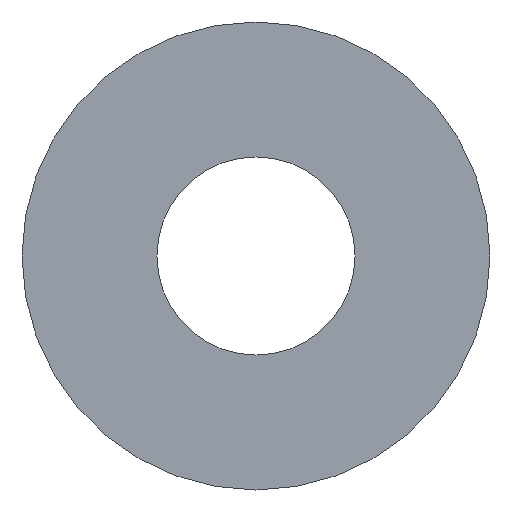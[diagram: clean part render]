
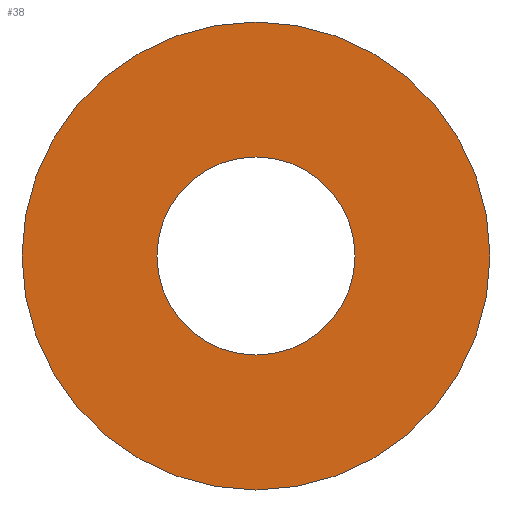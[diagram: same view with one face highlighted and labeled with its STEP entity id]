
A CAD part, left-side view. The second image highlights one B-rep face of the part: STEP entity #38.
In plain terms, the highlighted planar face has unit normal (-1, 0, 0).
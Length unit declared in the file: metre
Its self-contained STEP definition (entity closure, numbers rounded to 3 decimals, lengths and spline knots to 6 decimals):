
#38 = ADVANCED_FACE( '', ( #75, #76 ), #77, .F. );
#75 = FACE_BOUND( '', #106, .T. );
#76 = FACE_OUTER_BOUND( '', #107, .T. );
#77 = PLANE( '', #108 );
#106 = EDGE_LOOP( '', ( #139 ) );
#107 = EDGE_LOOP( '', ( #140 ) );
#108 = AXIS2_PLACEMENT_3D( '', #141, #142, #143 );
#139 = ORIENTED_EDGE( '', *, *, #152, .F. );
#140 = ORIENTED_EDGE( '', *, *, #156, .T. );
#141 = CARTESIAN_POINT( '', ( 0.002858, 0., -0.790875 ) );
#142 = DIRECTION( '', ( 1., 0., 0. ) );
#143 = DIRECTION( '', ( 0., 0., -1. ) );
#152 = EDGE_CURVE( '', #165, #165, #166, .T. );
#156 = EDGE_CURVE( '', #171, #171, #172, .T. );
#165 = VERTEX_POINT( '', #183 );
#166 = CIRCLE( '', #184, 0.015875 );
#171 = VERTEX_POINT( '', #189 );
#172 = CIRCLE( '', #190, 0.0375 );
#183 = CARTESIAN_POINT( '', ( 0.002858, 0., -0.801688 ) );
#184 = AXIS2_PLACEMENT_3D( '', #201, #202, #203 );
#189 = CARTESIAN_POINT( '', ( 0.002858, 0., -0.780063 ) );
#190 = AXIS2_PLACEMENT_3D( '', #207, #208, #209 );
#201 = CARTESIAN_POINT( '', ( 0.002858, 0., -0.817563 ) );
#202 = DIRECTION( '', ( -1., 0., 0. ) );
#203 = DIRECTION( '', ( 0., 0., 1. ) );
#207 = CARTESIAN_POINT( '', ( 0.002858, 0., -0.817563 ) );
#208 = DIRECTION( '', ( -1., 0., 0. ) );
#209 = DIRECTION( '', ( 0., 0., 1. ) );
